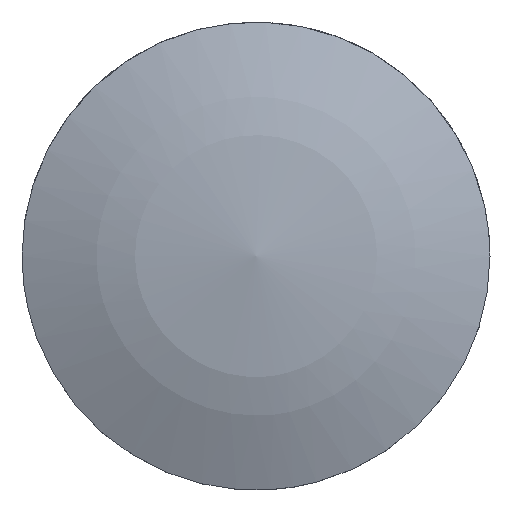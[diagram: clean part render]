
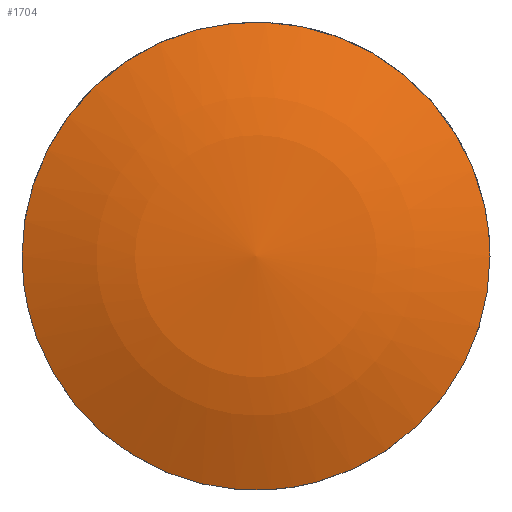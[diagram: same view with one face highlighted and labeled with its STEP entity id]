
A CAD part, top view. The second image highlights one B-rep face of the part: STEP entity #1704.
In plain terms, the highlighted free-form (B-spline) face has degree [2, 2] with [4, 4] control points.
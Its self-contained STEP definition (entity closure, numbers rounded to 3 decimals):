
#1327=CARTESIAN_POINT('',(-4.4,-1.653,5.5));
#1328=VERTEX_POINT('',#1327);
#1334=CARTESIAN_POINT('',(-4.7,0.0,5.5));
#1335=VERTEX_POINT('',#1334);
#1336=CARTESIAN_POINT('',(-4.4,-1.653,5.5));
#1337=CARTESIAN_POINT('',(-4.7,-0.854,5.5));
#1338=CARTESIAN_POINT('',(-4.7,0.0,5.5));
#1346=(BOUNDED_CURVE()B_SPLINE_CURVE(2,(#1336,#1337,#1338),.UNSPECIFIED.,.F.,.U.)B_SPLINE_CURVE_WITH_KNOTS((3,3),(0.94,1.0),.UNSPECIFIED.)CURVE()GEOMETRIC_REPRESENTATION_ITEM()RATIONAL_B_SPLINE_CURVE((0.893,0.93,1.0))REPRESENTATION_ITEM(''));
#1347=EDGE_CURVE('',#1328,#1335,#1346,.T.);
#1349=CARTESIAN_POINT('',(4.7,0.0,5.5));
#1350=VERTEX_POINT('',#1349);
#1351=CARTESIAN_POINT('',(-4.7,0.0,5.5));
#1352=CARTESIAN_POINT('',(-4.7,4.7,5.5));
#1353=CARTESIAN_POINT('',(0.0,4.7,5.5));
#1354=CARTESIAN_POINT('',(4.7,4.7,5.5));
#1355=CARTESIAN_POINT('',(4.7,0.0,5.5));
#1363=(BOUNDED_CURVE()B_SPLINE_CURVE(2,(#1351,#1352,#1353,#1354,#1355),.UNSPECIFIED.,.F.,.U.)B_SPLINE_CURVE_WITH_KNOTS((3,2,3),(0.0,0.25,0.5),.UNSPECIFIED.)CURVE()GEOMETRIC_REPRESENTATION_ITEM()RATIONAL_B_SPLINE_CURVE((1.0,0.707,1.0,0.707,1.0))REPRESENTATION_ITEM(''));
#1364=EDGE_CURVE('',#1335,#1350,#1363,.T.);
#1366=CARTESIAN_POINT('',(0.287,-4.691,5.5));
#1367=VERTEX_POINT('',#1366);
#1368=CARTESIAN_POINT('',(4.7,0.0,5.5));
#1369=CARTESIAN_POINT('',(4.7,-4.421,5.5));
#1370=CARTESIAN_POINT('',(0.287,-4.691,5.5));
#1378=(BOUNDED_CURVE()B_SPLINE_CURVE(2,(#1368,#1369,#1370),.UNSPECIFIED.,.F.,.U.)B_SPLINE_CURVE_WITH_KNOTS((3,3),(0.5,0.739),.UNSPECIFIED.)CURVE()GEOMETRIC_REPRESENTATION_ITEM()RATIONAL_B_SPLINE_CURVE((1.0,0.72,0.976))REPRESENTATION_ITEM(''));
#1379=EDGE_CURVE('',#1350,#1367,#1378,.T.);
#1485=CARTESIAN_POINT('',(0.287,-4.691,5.5));
#1486=CARTESIAN_POINT('',(0.144,-4.7,5.5));
#1487=CARTESIAN_POINT('',(0.,-4.7,5.5));
#1488=CARTESIAN_POINT('',(-3.255,-4.7,5.5));
#1489=CARTESIAN_POINT('',(-4.4,-1.653,5.5));
#1497=(BOUNDED_CURVE()B_SPLINE_CURVE(2,(#1485,#1486,#1487,#1488,#1489),.UNSPECIFIED.,.F.,.U.)B_SPLINE_CURVE_WITH_KNOTS((3,2,3),(0.739,0.75,0.94),.UNSPECIFIED.)CURVE()GEOMETRIC_REPRESENTATION_ITEM()RATIONAL_B_SPLINE_CURVE((0.976,0.988,1.0,0.777,0.893))REPRESENTATION_ITEM(''));
#1498=EDGE_CURVE('',#1367,#1328,#1497,.T.);
#1674=CARTESIAN_POINT('',(-4.87,-4.869,4.221));
#1675=CARTESIAN_POINT('',(-2.562,-5.122,5.301));
#1676=CARTESIAN_POINT('',(2.562,-5.122,5.301));
#1677=CARTESIAN_POINT('',(4.87,-4.869,4.221));
#1678=CARTESIAN_POINT('',(-5.123,-2.561,5.301));
#1679=CARTESIAN_POINT('',(-2.702,-2.701,6.5));
#1680=CARTESIAN_POINT('',(2.702,-2.701,6.5));
#1681=CARTESIAN_POINT('',(5.123,-2.561,5.301));
#1682=CARTESIAN_POINT('',(-5.123,2.561,5.301));
#1683=CARTESIAN_POINT('',(-2.702,2.702,6.5));
#1684=CARTESIAN_POINT('',(2.702,2.702,6.5));
#1685=CARTESIAN_POINT('',(5.123,2.561,5.301));
#1686=CARTESIAN_POINT('',(-4.87,4.87,4.221));
#1687=CARTESIAN_POINT('',(-2.561,5.123,5.301));
#1688=CARTESIAN_POINT('',(2.561,5.123,5.301));
#1689=CARTESIAN_POINT('',(4.87,4.87,4.221));
#1697=(BOUNDED_SURFACE()B_SPLINE_SURFACE(2,2,((#1674,#1678,#1682,#1686),(#1675,#1679,#1683,#1687),(#1676,#1680,#1684,#1688),(#1677,#1681,#1685,#1689)),.UNSPECIFIED.,.F.,.F.,.U.)B_SPLINE_SURFACE_WITH_KNOTS((3,1,3),(3,1,3),(1.723,6.876,12.028),(1.724,6.876,12.028),.UNSPECIFIED.)GEOMETRIC_REPRESENTATION_ITEM()RATIONAL_B_SPLINE_SURFACE(((1.11,1.055,1.055,1.11),(1.055,1.0,1.0,1.055),(1.055,1.0,1.0,1.055),(1.11,1.055,1.055,1.11)))REPRESENTATION_ITEM('')SURFACE());
#1698=ORIENTED_EDGE('',*,*,#1347,.F.);
#1699=ORIENTED_EDGE('',*,*,#1498,.F.);
#1700=ORIENTED_EDGE('',*,*,#1379,.F.);
#1701=ORIENTED_EDGE('',*,*,#1364,.F.);
#1702=EDGE_LOOP('',(#1698,#1699,#1700,#1701));
#1703=FACE_OUTER_BOUND('',#1702,.T.);
#1704=ADVANCED_FACE('',(#1703),#1697,.T.);
